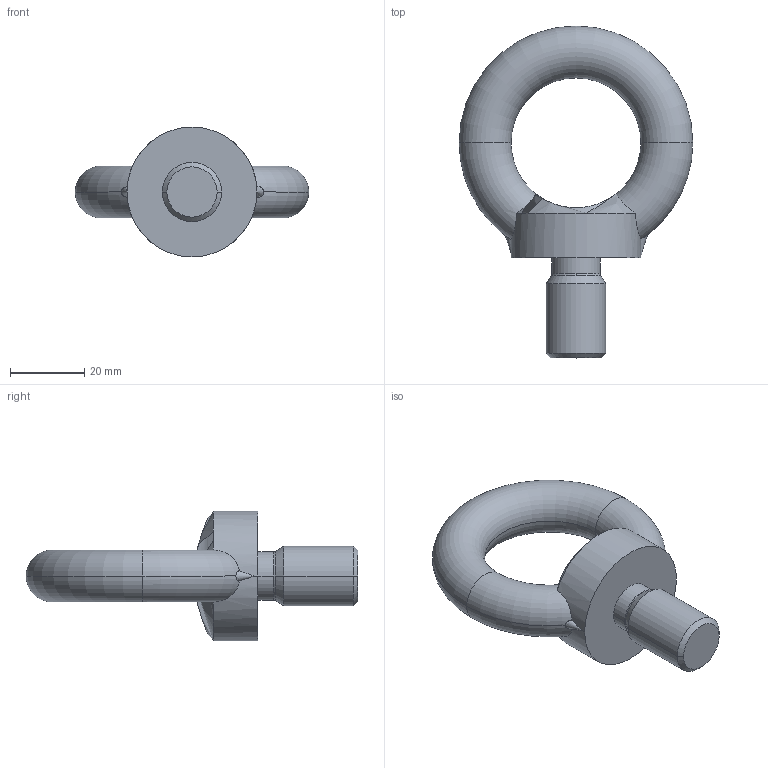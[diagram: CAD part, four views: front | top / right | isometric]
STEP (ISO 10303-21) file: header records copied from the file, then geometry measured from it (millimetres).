
FILE_DESCRIPTION(('STEP AP214'),'1');
FILE_NAME('k0767_16.stp','2017-12-15T09:35:18',('TraceParts'),('TraceParts S.A.'),'Spatial InterOp 3D',' ',' ');
FILE_SCHEMA(('automotive_design'));
Length unit declared in the file: millimetre
Products named in the file (1): k0767_16
Bounding box: 63 x 89.5 x 35 mm (x, y, z)
Volume: 37174.7 mm3; surface area: 9788.6 mm2
Topology: 1 solids, 1 shells, 27 faces, 70 edges, 37 vertices
Faces by surface type: torus 12, cylinder 7, cone 6, plane 2
Entity records: 1769 total; most frequent: CARTESIAN_POINT 422, DIRECTION 133, STYLED_ITEM 128, PRESENTATION_STYLE_ASSIGNMENT 128, COLOUR_RGB 128, ORIENTED_EDGE 126, EDGE_CURVE 63, CURVE_STYLE 63
